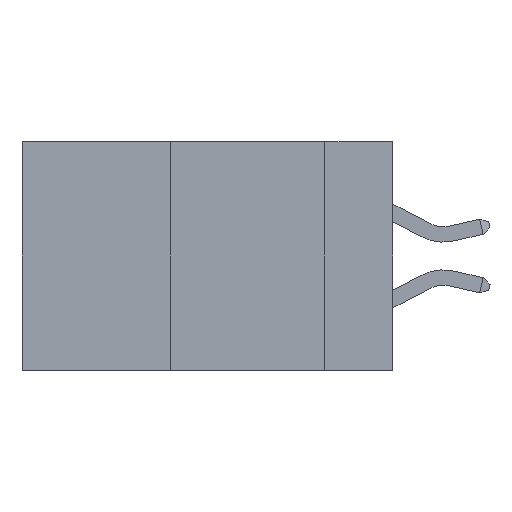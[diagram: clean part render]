
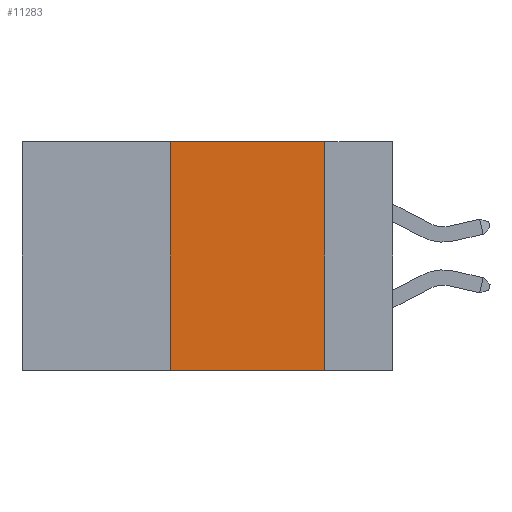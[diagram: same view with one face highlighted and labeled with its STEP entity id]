
A CAD part, left-side view. The second image highlights one B-rep face of the part: STEP entity #11283.
In plain terms, the highlighted planar face has unit normal (-1, 0, 0).
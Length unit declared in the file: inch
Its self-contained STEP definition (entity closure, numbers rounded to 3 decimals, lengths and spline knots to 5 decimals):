
#135 = EDGE_CURVE ( 'NONE', #14500, #1876, #8287, .T. ) ;
#742 = CARTESIAN_POINT ( 'NONE',  ( 0., 0.11, 0. ) ) ;
#1778 = VECTOR ( 'NONE', #13858, 39.37008 ) ;
#1876 = VERTEX_POINT ( 'NONE', #12879 ) ;
#2251 = EDGE_CURVE ( 'NONE', #10375, #14500, #7847, .T. ) ;
#3369 = VECTOR ( 'NONE', #24015, 39.37008 ) ;
#5374 = EDGE_CURVE ( 'NONE', #10375, #14405, #24341, .T. ) ;
#5474 = DIRECTION ( 'NONE',  ( 0., 0., 1. ) ) ;
#5997 = FACE_OUTER_BOUND ( 'NONE', #22181, .T. ) ;
#6745 = AXIS2_PLACEMENT_3D ( 'NONE', #9324, #15424, #7444 ) ;
#7444 = DIRECTION ( 'NONE',  ( 0., 0., -1. ) ) ;
#7847 = LINE ( 'NONE', #15711, #9684 ) ;
#8287 = LINE ( 'NONE', #11751, #1778 ) ;
#9324 = CARTESIAN_POINT ( 'NONE',  ( 0., 0.6, 0. ) ) ;
#9684 = VECTOR ( 'NONE', #5474, 39.37008 ) ;
#10048 = ORIENTED_EDGE ( 'NONE', *, *, #2251, .F. ) ;
#10217 = CARTESIAN_POINT ( 'NONE',  ( 0., 0.36, 0. ) ) ;
#10375 = VERTEX_POINT ( 'NONE', #16866 ) ;
#10712 = LINE ( 'NONE', #742, #3369 ) ;
#11283 = ADVANCED_FACE ( 'NONE', ( #5997 ), #21012, .F. ) ;
#11751 = CARTESIAN_POINT ( 'NONE',  ( 0., 0.6, 0. ) ) ;
#12236 = CARTESIAN_POINT ( 'NONE',  ( 0., 0.11, -0.37 ) ) ;
#12879 = CARTESIAN_POINT ( 'NONE',  ( 0., 0.11, 0. ) ) ;
#13858 = DIRECTION ( 'NONE',  ( 0., -1., 0. ) ) ;
#14405 = VERTEX_POINT ( 'NONE', #12236 ) ;
#14500 = VERTEX_POINT ( 'NONE', #10217 ) ;
#15136 = DIRECTION ( 'NONE',  ( 0., -1., 0. ) ) ;
#15424 = DIRECTION ( 'NONE',  ( 1., 0., 0. ) ) ;
#15690 = ORIENTED_EDGE ( 'NONE', *, *, #135, .F. ) ;
#15711 = CARTESIAN_POINT ( 'NONE',  ( 0., 0.36, 0. ) ) ;
#16589 = ORIENTED_EDGE ( 'NONE', *, *, #22230, .F. ) ;
#16866 = CARTESIAN_POINT ( 'NONE',  ( 0., 0.36, -0.37 ) ) ;
#17022 = VECTOR ( 'NONE', #15136, 39.37008 ) ;
#20969 = CARTESIAN_POINT ( 'NONE',  ( 0., 0.6, -0.37 ) ) ;
#21012 = PLANE ( 'NONE',  #6745 ) ;
#22181 = EDGE_LOOP ( 'NONE', ( #16589, #15690, #10048, #24061 ) ) ;
#22230 = EDGE_CURVE ( 'NONE', #1876, #14405, #10712, .T. ) ;
#24015 = DIRECTION ( 'NONE',  ( 0., 0., -1. ) ) ;
#24061 = ORIENTED_EDGE ( 'NONE', *, *, #5374, .T. ) ;
#24341 = LINE ( 'NONE', #20969, #17022 ) ;
